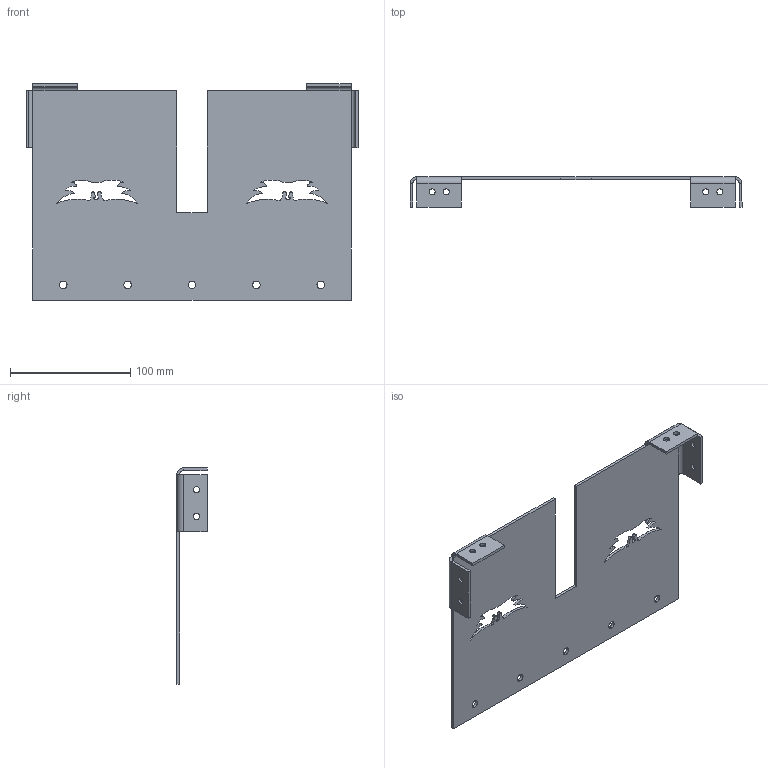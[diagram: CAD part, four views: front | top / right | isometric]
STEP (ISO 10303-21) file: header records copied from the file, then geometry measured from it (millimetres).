
FILE_DESCRIPTION (( 'STEP AP203' ), '1' );
FILE_NAME ('P-9 Top Elevator Plate.STEP', '2015-01-26T08:29:28', ( '' ), ( '' ), 'SwSTEP 2.0', 'SolidWorks 2014', '' );
FILE_SCHEMA (( 'CONFIG_CONTROL_DESIGN' ));
Length unit declared in the file: inch
Products named in the file (1): P-9 Top Elevator Plate
Bounding box: 276.54 x 25.4 x 180.18 mm (x, y, z)
Volume: 110860 mm3; surface area: 97799.2 mm2
Topology: 1 solids, 1 shells, 148 faces, 406 edges, 260 vertices
Faces by surface type: cylinder 98, plane 50
Entity records: 4889 total; most frequent: DIRECTION 900, CARTESIAN_POINT 815, ORIENTED_EDGE 812, EDGE_CURVE 406, AXIS2_PLACEMENT_3D 345, VERTEX_POINT 260, LINE 210, VECTOR 210
